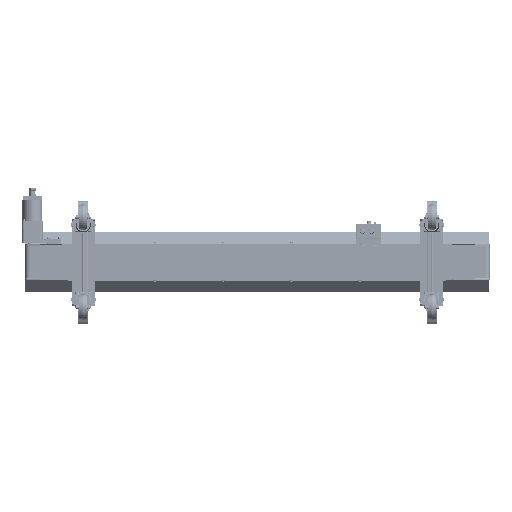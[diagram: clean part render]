
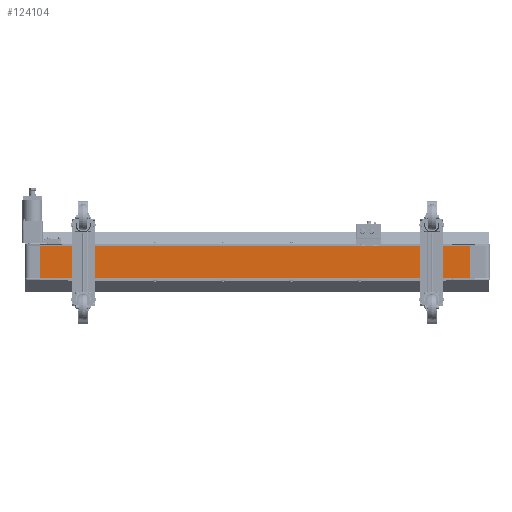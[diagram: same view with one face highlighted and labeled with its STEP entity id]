
A CAD part, front view. The second image highlights one B-rep face of the part: STEP entity #124104.
In plain terms, the highlighted planar face has unit normal (0, -1, 0).
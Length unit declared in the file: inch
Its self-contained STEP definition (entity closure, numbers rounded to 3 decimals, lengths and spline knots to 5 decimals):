
#13123 = CARTESIAN_POINT ( 'NONE',  ( 66.686, -0.81, 2.4775 ) ) ;
#22535 = LINE ( 'NONE', #202842, #180393 ) ;
#28715 = PLANE ( 'NONE',  #104018 ) ;
#32146 = CARTESIAN_POINT ( 'NONE',  ( 66.686, -0.81, 2.4775 ) ) ;
#40787 = EDGE_CURVE ( 'Defeatured_1_2214+Defeatured_1_2204+Defeatured_1_2213+Defeatured_1_2215', #46924, #292895, #57249, .T. ) ;
#46924 = VERTEX_POINT ( 'NONE', #98530 ) ;
#57249 = LINE ( 'NONE', #159045, #325330 ) ;
#62815 = ORIENTED_EDGE ( 'NONE', *, *, #184722, .F. ) ;
#89166 = CARTESIAN_POINT ( 'NONE',  ( 0., -0.81, 2.4775 ) ) ;
#98530 = CARTESIAN_POINT ( 'NONE',  ( 0., -0.81, -2.4775 ) ) ;
#104018 = AXIS2_PLACEMENT_3D ( 'NONE', #220505, #290628, #317358 ) ;
#115076 = CARTESIAN_POINT ( 'NONE',  ( 0., -0.81, 2.4775 ) ) ;
#116553 = VERTEX_POINT ( 'NONE', #32146 ) ;
#124104 = ADVANCED_FACE ( 'Defeatured_1_2204', ( #232454 ), #28715, .T. ) ;
#135971 = LINE ( 'NONE', #89166, #206237 ) ;
#159045 = CARTESIAN_POINT ( 'NONE',  ( 0., -0.81, 2.4775 ) ) ;
#162837 = EDGE_CURVE ( 'Defeatured_1_2204+Defeatured_1_2206+Defeatured_1_2194+Defeatured_1_2214', #116553, #292895, #135971, .T. ) ;
#171226 = LINE ( 'NONE', #13123, #237707 ) ;
#180393 = VECTOR ( 'NONE', #299636, 39.37008 ) ;
#184722 = EDGE_CURVE ( 'Defeatured_1_2205+Defeatured_1_2204+Defeatured_1_2196+Defeatured_1_2213', #311852, #46924, #22535, .T. ) ;
#186743 = CARTESIAN_POINT ( 'NONE',  ( 66.686, -0.81, -2.4775 ) ) ;
#187696 = DIRECTION ( 'NONE',  ( -1., 0., 0. ) ) ;
#202842 = CARTESIAN_POINT ( 'NONE',  ( 0., -0.81, -2.4775 ) ) ;
#206237 = VECTOR ( 'NONE', #187696, 39.37008 ) ;
#220505 = CARTESIAN_POINT ( 'NONE',  ( 66.686, -0.81, 2.4775 ) ) ;
#222986 = DIRECTION ( 'NONE',  ( 0., 0., -1. ) ) ;
#232454 = FACE_OUTER_BOUND ( 'NONE', #258816, .T. ) ;
#237707 = VECTOR ( 'NONE', #222986, 39.37008 ) ;
#244167 = ORIENTED_EDGE ( 'NONE', *, *, #40787, .F. ) ;
#258816 = EDGE_LOOP ( 'NONE', ( #272555, #265213, #244167, #62815 ) ) ;
#265213 = ORIENTED_EDGE ( 'NONE', *, *, #162837, .T. ) ;
#272555 = ORIENTED_EDGE ( 'NONE', *, *, #275252, .F. ) ;
#275252 = EDGE_CURVE ( 'Defeatured_1_2194+Defeatured_1_2204+Defeatured_1_2198+Defeatured_1_2196', #116553, #311852, #171226, .T. ) ;
#280904 = DIRECTION ( 'NONE',  ( 0., 0., 1. ) ) ;
#290628 = DIRECTION ( 'NONE',  ( 0., -1., 0. ) ) ;
#292895 = VERTEX_POINT ( 'NONE', #115076 ) ;
#299636 = DIRECTION ( 'NONE',  ( -1., 0., 0. ) ) ;
#311852 = VERTEX_POINT ( 'NONE', #186743 ) ;
#317358 = DIRECTION ( 'NONE',  ( 0., 0., -1. ) ) ;
#325330 = VECTOR ( 'NONE', #280904, 39.37008 ) ;
